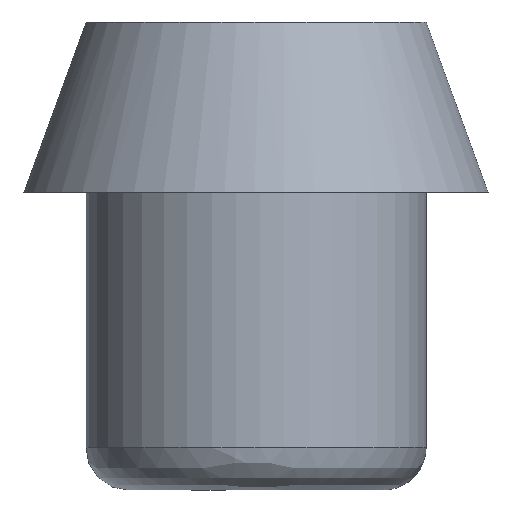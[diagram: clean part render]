
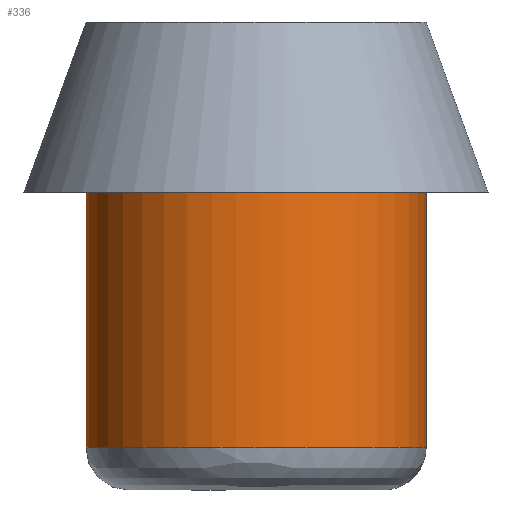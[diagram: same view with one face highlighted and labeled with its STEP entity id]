
A CAD part, front view. The second image highlights one B-rep face of the part: STEP entity #336.
In plain terms, the highlighted free-form (B-spline) face has degree [2, 1] with [9, 2] control points.
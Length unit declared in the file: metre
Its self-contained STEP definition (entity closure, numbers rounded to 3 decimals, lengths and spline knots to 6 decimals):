
#6 = CARTESIAN_POINT('NONE', (0.012, 0., -0.012));
#7 = VERTEX_POINT('NONE', #6);
#8 = CARTESIAN_POINT('NONE', (0.012, 0., -0.03));
#9 = VERTEX_POINT('NONE', #8);
#40 = CARTESIAN_POINT('NONE', (0.012, 0., -0.012));
#41 = CARTESIAN_POINT('NONE', (0.012, 0.012, -0.012));
#42 = CARTESIAN_POINT('NONE', (0., 0.012, -0.012));
#43 = CARTESIAN_POINT('NONE', (-0.012, 0.012, -0.012));
#44 = CARTESIAN_POINT('NONE', (-0.012, 0., -0.012));
#45 = CARTESIAN_POINT('NONE', (-0.012, -0.012, -0.012));
#46 = CARTESIAN_POINT('NONE', (0., -0.012, -0.012));
#47 = CARTESIAN_POINT('NONE', (0.012, -0.012, -0.012));
#48 = CARTESIAN_POINT('NONE', (0.012, 0., -0.012));
#49 = (
  BOUNDED_CURVE()
  B_SPLINE_CURVE(2, (#40, #41, #42, #43, #44, #45, #46, #47, #48), .UNSPECIFIED., .F., .F.)
  B_SPLINE_CURVE_WITH_KNOTS((3, 2, 2, 2, 3), (-6.283185, -4.712389, -3.141593, -1.570796, -0), .UNSPECIFIED.)
  CURVE()
  GEOMETRIC_REPRESENTATION_ITEM()
  RATIONAL_B_SPLINE_CURVE((1, 0.707, 1, 0.707, 1, 0.707, 1, 0.707, 1))
  REPRESENTATION_ITEM('NONE')
);
#50 = DIRECTION('NONE', (0, 0, -1));
#51 = VECTOR('NONE', #50, 1);
#52 = CARTESIAN_POINT('NONE', (0.012, 0, -0.012));
#53 = LINE('NONE', #52, #51);
#54 = CARTESIAN_POINT('NONE', (0.012, 0., -0.03));
#55 = CARTESIAN_POINT('NONE', (0.012, 0.012, -0.03));
#56 = CARTESIAN_POINT('NONE', (0., 0.012, -0.03));
#57 = CARTESIAN_POINT('NONE', (-0.012, 0.012, -0.03));
#58 = CARTESIAN_POINT('NONE', (-0.012, 0., -0.03));
#59 = CARTESIAN_POINT('NONE', (-0.012, -0.012, -0.03));
#60 = CARTESIAN_POINT('NONE', (0., -0.012, -0.03));
#61 = CARTESIAN_POINT('NONE', (0.012, -0.012, -0.03));
#62 = CARTESIAN_POINT('NONE', (0.012, 0., -0.03));
#63 = (
  BOUNDED_CURVE()
  B_SPLINE_CURVE(2, (#54, #55, #56, #57, #58, #59, #60, #61, #62), .UNSPECIFIED., .F., .F.)
  B_SPLINE_CURVE_WITH_KNOTS((3, 2, 2, 2, 3), (-6.283185, -4.712389, -3.141593, -1.570796, -0), .UNSPECIFIED.)
  CURVE()
  GEOMETRIC_REPRESENTATION_ITEM()
  RATIONAL_B_SPLINE_CURVE((1, 0.707, 1, 0.707, 1, 0.707, 1, 0.707, 1))
  REPRESENTATION_ITEM('NONE')
);
#151 = EDGE_CURVE('NONE', #7, #7, #49, .T.);
#152 = EDGE_CURVE('NONE', #7, #9, #53, .T.);
#153 = EDGE_CURVE('NONE', #9, #9, #63, .T.);
#176 = ORIENTED_EDGE('NONE', *, *, #151, .F.);
#177 = ORIENTED_EDGE('NONE', *, *, #152, .T.);
#178 = ORIENTED_EDGE('NONE', *, *, #153, .T.);
#179 = ORIENTED_EDGE('NONE', *, *, #152, .F.);
#180 = EDGE_LOOP('NONE', (#176, #177, #178, #179));
#234 = CARTESIAN_POINT('NONE', (0.012, 0, -0.012));
#235 = CARTESIAN_POINT('NONE', (0.012, 0, -0.03));
#236 = CARTESIAN_POINT('NONE', (0.012, -0.012, -0.012));
#237 = CARTESIAN_POINT('NONE', (0.012, -0.012, -0.03));
#238 = CARTESIAN_POINT('NONE', (0., -0.012, -0.012));
#239 = CARTESIAN_POINT('NONE', (0., -0.012, -0.03));
#240 = CARTESIAN_POINT('NONE', (-0.012, -0.012, -0.012));
#241 = CARTESIAN_POINT('NONE', (-0.012, -0.012, -0.03));
#242 = CARTESIAN_POINT('NONE', (-0.012, 0., -0.012));
#243 = CARTESIAN_POINT('NONE', (-0.012, 0., -0.03));
#244 = CARTESIAN_POINT('NONE', (-0.012, 0.012, -0.012));
#245 = CARTESIAN_POINT('NONE', (-0.012, 0.012, -0.03));
#246 = CARTESIAN_POINT('NONE', (0., 0.012, -0.012));
#247 = CARTESIAN_POINT('NONE', (0., 0.012, -0.03));
#248 = CARTESIAN_POINT('NONE', (0.012, 0.012, -0.012));
#249 = CARTESIAN_POINT('NONE', (0.012, 0.012, -0.03));
#250 = CARTESIAN_POINT('NONE', (0.012, 0, -0.012));
#251 = CARTESIAN_POINT('NONE', (0.012, 0, -0.03));
#252 = (
  BOUNDED_SURFACE()
  B_SPLINE_SURFACE(2, 1, ((#234, #235), (#236, #237), (#238, #239), (#240, #241), (#242, #243), (#244, #245), (#246, #247), (#248, #249), (#250, #251)), .UNSPECIFIED., .F., .F., .F.)
  B_SPLINE_SURFACE_WITH_KNOTS((3, 2, 2, 2, 3), (2, 2), (0, 1.570796, 3.141593, 4.712389, 6.283185), (0, 18), .UNSPECIFIED.)
  GEOMETRIC_REPRESENTATION_ITEM()
  RATIONAL_B_SPLINE_SURFACE(((1, 1), (0.707, 0.707), (1, 1), (0.707, 0.707), (1, 1), (0.707, 0.707), (1, 1), (0.707, 0.707), (1, 1)))
  REPRESENTATION_ITEM('NONE')
  SURFACE()
);
#335 = FACE_OUTER_BOUND('NONE', #180, .T.);
#336 = ADVANCED_FACE('NONE', (#335), #252, .T.);
